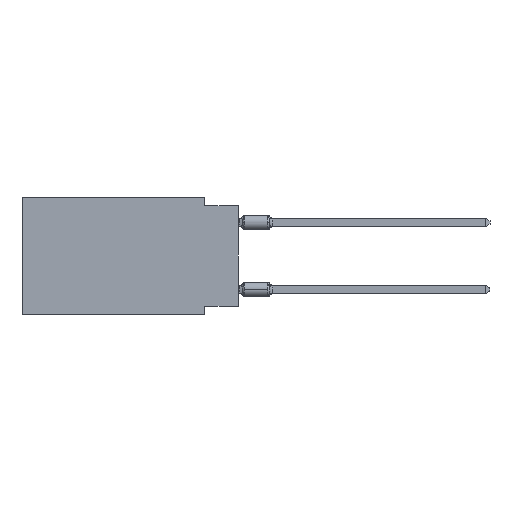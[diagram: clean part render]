
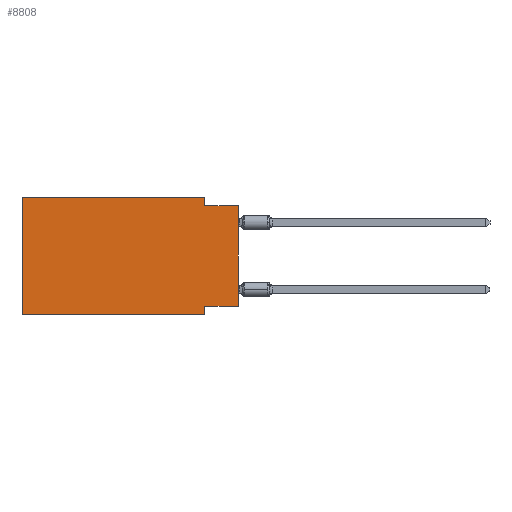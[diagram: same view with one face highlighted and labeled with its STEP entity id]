
A CAD part, left-side view. The second image highlights one B-rep face of the part: STEP entity #8808.
In plain terms, the highlighted planar face has unit normal (-1, 0, 0).
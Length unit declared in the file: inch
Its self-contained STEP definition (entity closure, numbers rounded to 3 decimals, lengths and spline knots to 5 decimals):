
#293 = CARTESIAN_POINT ( 'NONE',  ( 0., 0.645, 0. ) ) ;
#684 = LINE ( 'NONE', #797, #5200 ) ;
#797 = CARTESIAN_POINT ( 'NONE',  ( 0., 0.645, 0. ) ) ;
#1254 = AXIS2_PLACEMENT_3D ( 'NONE', #1856, #20461, #16788 ) ;
#1856 = CARTESIAN_POINT ( 'NONE',  ( 0., 0.645, 0. ) ) ;
#1927 = LINE ( 'NONE', #293, #16156 ) ;
#2430 = VERTEX_POINT ( 'NONE', #20444 ) ;
#3602 = EDGE_CURVE ( 'NONE', #15517, #17407, #1927, .T. ) ;
#3905 = ORIENTED_EDGE ( 'NONE', *, *, #13557, .T. ) ;
#4374 = ORIENTED_EDGE ( 'NONE', *, *, #3602, .F. ) ;
#4488 = DIRECTION ( 'NONE',  ( 0., 0., -1. ) ) ;
#4599 = CARTESIAN_POINT ( 'NONE',  ( 0., 0.1, 0. ) ) ;
#4719 = CARTESIAN_POINT ( 'NONE',  ( 0., 0.1, -0.35 ) ) ;
#4843 = VERTEX_POINT ( 'NONE', #15261 ) ;
#5016 = EDGE_CURVE ( 'NONE', #19295, #2430, #20785, .T. ) ;
#5200 = VECTOR ( 'NONE', #12133, 39.37008 ) ;
#5488 = VERTEX_POINT ( 'NONE', #4719 ) ;
#5720 = ORIENTED_EDGE ( 'NONE', *, *, #12925, .F. ) ;
#6116 = CARTESIAN_POINT ( 'NONE',  ( 0., 0., 0. ) ) ;
#6204 = LINE ( 'NONE', #4599, #20232 ) ;
#6846 = DIRECTION ( 'NONE',  ( 0., 0., 1. ) ) ;
#7277 = VERTEX_POINT ( 'NONE', #9068 ) ;
#7857 = VECTOR ( 'NONE', #21008, 39.37008 ) ;
#8808 = ADVANCED_FACE ( 'NONE', ( #11985 ), #18521, .F. ) ;
#9068 = CARTESIAN_POINT ( 'NONE',  ( 0., 0., -0.325 ) ) ;
#9460 = ORIENTED_EDGE ( 'NONE', *, *, #19283, .F. ) ;
#9687 = DIRECTION ( 'NONE',  ( 0., 1., 0. ) ) ;
#9703 = VECTOR ( 'NONE', #9687, 39.37008 ) ;
#9739 = VECTOR ( 'NONE', #6846, 39.37008 ) ;
#9877 = EDGE_CURVE ( 'NONE', #7277, #2430, #19933, .T. ) ;
#9900 = CARTESIAN_POINT ( 'NONE',  ( 0., 0.1, 0. ) ) ;
#10322 = DIRECTION ( 'NONE',  ( 0., -1., 0. ) ) ;
#10435 = VECTOR ( 'NONE', #10322, 39.37008 ) ;
#11591 = ORIENTED_EDGE ( 'NONE', *, *, #5016, .F. ) ;
#11628 = ORIENTED_EDGE ( 'NONE', *, *, #14529, .F. ) ;
#11985 = FACE_OUTER_BOUND ( 'NONE', #17982, .T. ) ;
#12133 = DIRECTION ( 'NONE',  ( 0., 0., 1. ) ) ;
#12417 = LINE ( 'NONE', #15914, #18104 ) ;
#12777 = CARTESIAN_POINT ( 'NONE',  ( 0., 0.645, -0.35 ) ) ;
#12925 = EDGE_CURVE ( 'NONE', #7277, #4843, #13075, .T. ) ;
#13075 = LINE ( 'NONE', #19822, #9703 ) ;
#13557 = EDGE_CURVE ( 'NONE', #15403, #5488, #14902, .T. ) ;
#14529 = EDGE_CURVE ( 'NONE', #4843, #5488, #12417, .T. ) ;
#14891 = DIRECTION ( 'NONE',  ( 0., -1., 0. ) ) ;
#14902 = LINE ( 'NONE', #20238, #10435 ) ;
#15261 = CARTESIAN_POINT ( 'NONE',  ( 0., 0.1, -0.325 ) ) ;
#15403 = VERTEX_POINT ( 'NONE', #12777 ) ;
#15421 = EDGE_CURVE ( 'NONE', #17407, #19295, #6204, .T. ) ;
#15517 = VERTEX_POINT ( 'NONE', #21484 ) ;
#15610 = CARTESIAN_POINT ( 'NONE',  ( 0., 0.1, -0.025 ) ) ;
#15914 = CARTESIAN_POINT ( 'NONE',  ( 0., 0.1, -0.35 ) ) ;
#16156 = VECTOR ( 'NONE', #14891, 39.37008 ) ;
#16788 = DIRECTION ( 'NONE',  ( 0., 0., -1. ) ) ;
#17407 = VERTEX_POINT ( 'NONE', #9900 ) ;
#17982 = EDGE_LOOP ( 'NONE', ( #18656, #11591, #18287, #4374, #9460, #3905, #11628, #5720 ) ) ;
#18104 = VECTOR ( 'NONE', #21021, 39.37008 ) ;
#18287 = ORIENTED_EDGE ( 'NONE', *, *, #15421, .F. ) ;
#18521 = PLANE ( 'NONE',  #1254 ) ;
#18656 = ORIENTED_EDGE ( 'NONE', *, *, #9877, .T. ) ;
#19283 = EDGE_CURVE ( 'NONE', #15403, #15517, #684, .T. ) ;
#19295 = VERTEX_POINT ( 'NONE', #15610 ) ;
#19822 = CARTESIAN_POINT ( 'NONE',  ( 0., 0., -0.325 ) ) ;
#19933 = LINE ( 'NONE', #6116, #9739 ) ;
#20232 = VECTOR ( 'NONE', #4488, 39.37008 ) ;
#20238 = CARTESIAN_POINT ( 'NONE',  ( 0., 0.645, -0.35 ) ) ;
#20444 = CARTESIAN_POINT ( 'NONE',  ( 0., 0., -0.025 ) ) ;
#20461 = DIRECTION ( 'NONE',  ( 1., 0., 0. ) ) ;
#20679 = CARTESIAN_POINT ( 'NONE',  ( 0., 0., -0.025 ) ) ;
#20785 = LINE ( 'NONE', #20679, #7857 ) ;
#21008 = DIRECTION ( 'NONE',  ( 0., -1., 0. ) ) ;
#21021 = DIRECTION ( 'NONE',  ( 0., 0., -1. ) ) ;
#21484 = CARTESIAN_POINT ( 'NONE',  ( 0., 0.645, 0. ) ) ;
